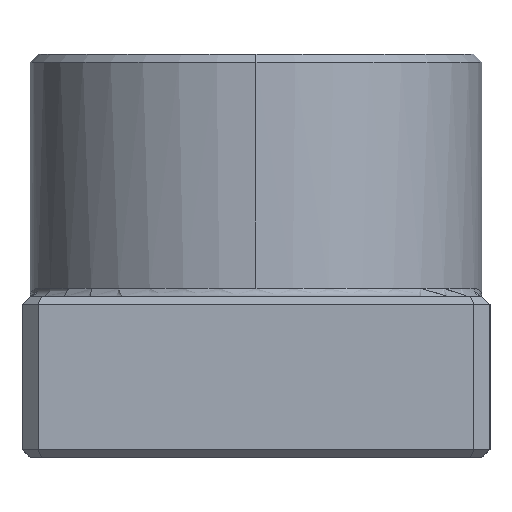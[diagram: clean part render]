
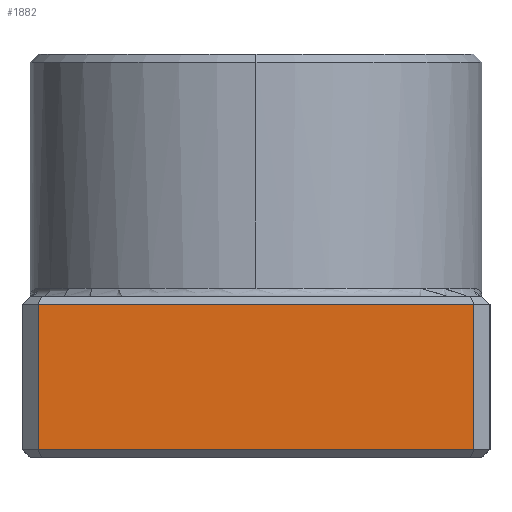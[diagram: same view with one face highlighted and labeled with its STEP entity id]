
A CAD part, left-side view. The second image highlights one B-rep face of the part: STEP entity #1882.
In plain terms, the highlighted planar face has unit normal (-1, 0, 0).
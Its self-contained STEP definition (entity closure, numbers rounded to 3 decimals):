
#203 = ORIENTED_EDGE ( 'NONE', *, *, #780, .T. ) ;
#390 = ORIENTED_EDGE ( 'NONE', *, *, #1234, .F. ) ;
#558 = AXIS2_PLACEMENT_3D ( 'NONE', #3581, #1323, #3304 ) ;
#696 = ORIENTED_EDGE ( 'NONE', *, *, #3384, .T. ) ;
#706 = VECTOR ( 'NONE', #885, 1000. ) ;
#780 = EDGE_CURVE ( 'NONE', #2361, #2924, #2038, .T. ) ;
#885 = DIRECTION ( 'NONE',  ( 0., 0., -1. ) ) ;
#1172 = CARTESIAN_POINT ( 'NONE',  ( -50., -27., 20. ) ) ;
#1188 = DIRECTION ( 'NONE',  ( 0., 0., -1. ) ) ;
#1234 = EDGE_CURVE ( 'NONE', #2361, #1415, #2888, .T. ) ;
#1297 = PLANE ( 'NONE',  #558 ) ;
#1308 = VECTOR ( 'NONE', #1644, 1000. ) ;
#1323 = DIRECTION ( 'NONE',  ( 1., 0., 0. ) ) ;
#1348 = VECTOR ( 'NONE', #2612, 1000. ) ;
#1393 = FACE_OUTER_BOUND ( 'NONE', #2070, .T. ) ;
#1415 = VERTEX_POINT ( 'NONE', #3285 ) ;
#1589 = CARTESIAN_POINT ( 'NONE',  ( -50., 27., 19. ) ) ;
#1607 = ORIENTED_EDGE ( 'NONE', *, *, #2055, .T. ) ;
#1644 = DIRECTION ( 'NONE',  ( 0., 1., 0. ) ) ;
#1753 = CARTESIAN_POINT ( 'NONE',  ( -50., 27., 1. ) ) ;
#1882 = ADVANCED_FACE ( 'NONE', ( #1393 ), #1297, .F. ) ;
#1927 = CARTESIAN_POINT ( 'NONE',  ( -50., 27., 19. ) ) ;
#2038 = LINE ( 'NONE', #1927, #1308 ) ;
#2055 = EDGE_CURVE ( 'NONE', #2099, #1415, #3609, .T. ) ;
#2070 = EDGE_LOOP ( 'NONE', ( #696, #1607, #390, #203 ) ) ;
#2099 = VERTEX_POINT ( 'NONE', #2331 ) ;
#2245 = LINE ( 'NONE', #3465, #3001 ) ;
#2331 = CARTESIAN_POINT ( 'NONE',  ( -50., 27., 1. ) ) ;
#2361 = VERTEX_POINT ( 'NONE', #3371 ) ;
#2612 = DIRECTION ( 'NONE',  ( 0., -1., 0. ) ) ;
#2888 = LINE ( 'NONE', #1172, #706 ) ;
#2924 = VERTEX_POINT ( 'NONE', #1589 ) ;
#3001 = VECTOR ( 'NONE', #1188, 1000. ) ;
#3285 = CARTESIAN_POINT ( 'NONE',  ( -50., -27., 1. ) ) ;
#3304 = DIRECTION ( 'NONE',  ( 0., 1., 0. ) ) ;
#3371 = CARTESIAN_POINT ( 'NONE',  ( -50., -27., 19. ) ) ;
#3384 = EDGE_CURVE ( 'NONE', #2924, #2099, #2245, .T. ) ;
#3465 = CARTESIAN_POINT ( 'NONE',  ( -50., 27., 20. ) ) ;
#3581 = CARTESIAN_POINT ( 'NONE',  ( -50., 27., 20. ) ) ;
#3609 = LINE ( 'NONE', #1753, #1348 ) ;
